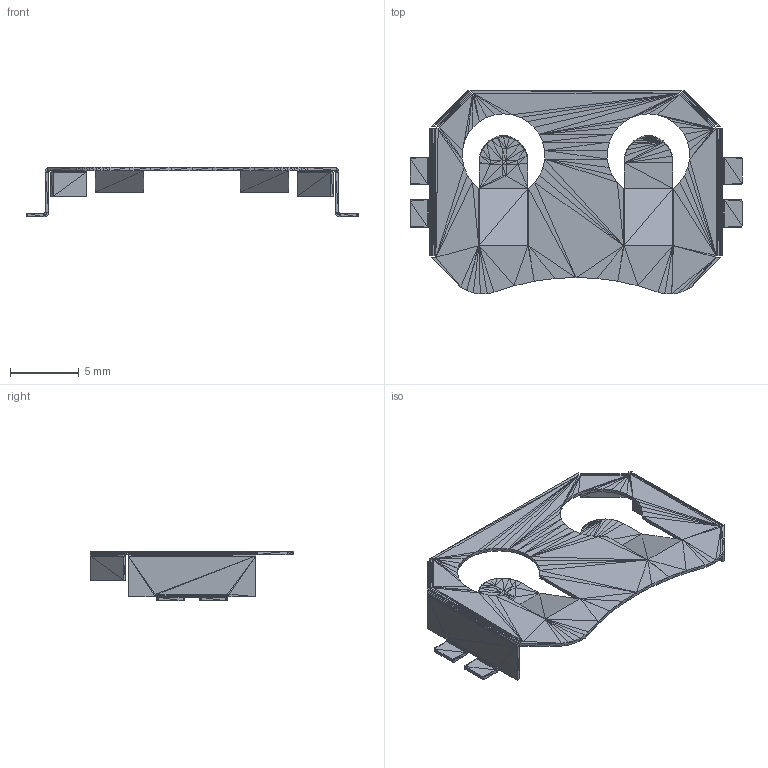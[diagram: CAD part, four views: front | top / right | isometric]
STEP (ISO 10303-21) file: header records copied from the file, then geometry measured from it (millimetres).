
FILE_DESCRIPTION(/* description */ (''),/* implementation_level */ '2;1');
FILE_NAME(/* name */ 'BAT-SMD_MY-2032-12.step',/* time_stamp */ '2023-10-09T18:41:00+02:00',/* author */ (''),/* organization */ (''),/* preprocessor_version */ 'ST-DEVELOPER v20',/* originating_system */ 'Autodesk Translation Framework v12.14.0.127',/* authorisation */ '');
FILE_SCHEMA (('AUTOMOTIVE_DESIGN { 1 0 10303 214 3 1 1 }'));
Length unit declared in the file: millimetre
Products named in the file (1): (Unsaved)
Bounding box: 24.1 x 14.81 x 3.6 mm (x, y, z)
Surface area: 727.5 mm2 (no closed solid volume)
Topology: 0 solids, 1 shells, 1878 faces, 2847 edges, 965 vertices
Faces by surface type: plane 1878
Entity records: 36897 total; most frequent: DIRECTION 6605, CARTESIAN_POINT 5691, ORIENTED_EDGE 5662, LINE 2847, VECTOR 2847, EDGE_CURVE 2847, AXIS2_PLACEMENT_3D 1879, FACE_OUTER_BOUND 1878
